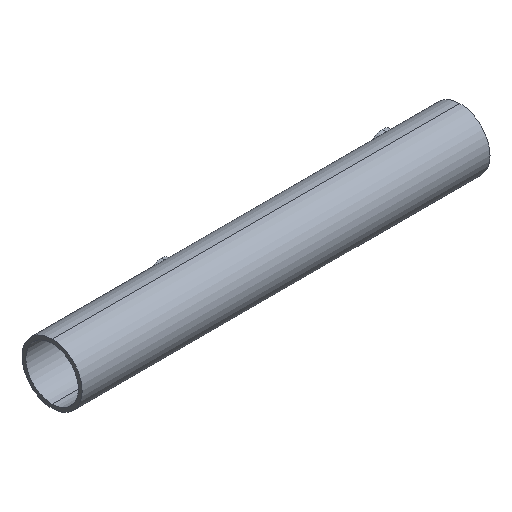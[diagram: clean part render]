
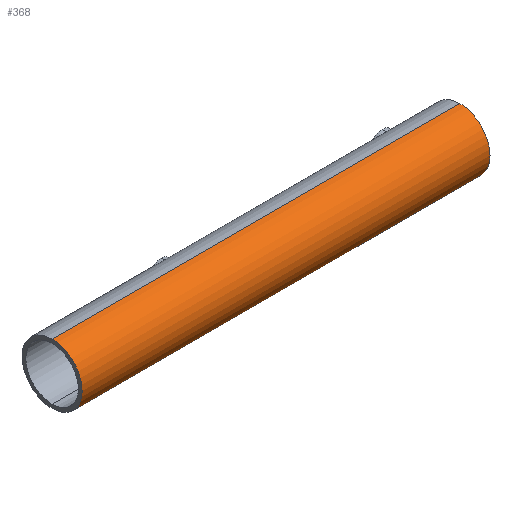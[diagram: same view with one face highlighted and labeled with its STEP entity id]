
A CAD part, isometric view. The second image highlights one B-rep face of the part: STEP entity #368.
In plain terms, the highlighted cylindrical face has radius 21.75 mm (diameter 43.5 mm), a partial arc.
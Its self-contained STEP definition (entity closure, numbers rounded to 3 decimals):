
#13 = CARTESIAN_POINT ( 'NONE',  ( 295., 0., 21.75 ) ) ;
#18 = DIRECTION ( 'NONE',  ( -1., 0., 0. ) ) ;
#48 = EDGE_CURVE ( 'NONE', #242, #89, #213, .T. ) ;
#50 = DIRECTION ( 'NONE',  ( 1., 0., 0. ) ) ;
#62 = EDGE_CURVE ( 'NONE', #89, #743, #555, .T. ) ;
#80 = ORIENTED_EDGE ( 'NONE', *, *, #268, .F. ) ;
#86 = CARTESIAN_POINT ( 'NONE',  ( 295., 0., -21.75 ) ) ;
#89 = VERTEX_POINT ( 'NONE', #461 ) ;
#100 = DIRECTION ( 'NONE',  ( -1., 0., 0. ) ) ;
#158 = DIRECTION ( 'NONE',  ( -1., 0., 0. ) ) ;
#160 = LINE ( 'NONE', #86, #256 ) ;
#174 = AXIS2_PLACEMENT_3D ( 'NONE', #813, #18, #223 ) ;
#213 = LINE ( 'NONE', #13, #680 ) ;
#223 = DIRECTION ( 'NONE',  ( 0., 0., 1. ) ) ;
#242 = VERTEX_POINT ( 'NONE', #706 ) ;
#246 = AXIS2_PLACEMENT_3D ( 'NONE', #258, #50, #492 ) ;
#256 = VECTOR ( 'NONE', #100, 1000. ) ;
#258 = CARTESIAN_POINT ( 'NONE',  ( 295., 0., 0. ) ) ;
#268 = EDGE_CURVE ( 'NONE', #242, #613, #806, .T. ) ;
#288 = ORIENTED_EDGE ( 'NONE', *, *, #62, .T. ) ;
#343 = FACE_OUTER_BOUND ( 'NONE', #703, .T. ) ;
#348 = CYLINDRICAL_SURFACE ( 'NONE', #174, 21.75 ) ;
#368 = ADVANCED_FACE ( 'NONE', ( #343 ), #348, .T. ) ;
#407 = DIRECTION ( 'NONE',  ( 0., 0., -1. ) ) ;
#411 = DIRECTION ( 'NONE',  ( 1., 0., 0. ) ) ;
#461 = CARTESIAN_POINT ( 'NONE',  ( 0., 0., 21.75 ) ) ;
#489 = ORIENTED_EDGE ( 'NONE', *, *, #48, .T. ) ;
#492 = DIRECTION ( 'NONE',  ( 0., 0., -1. ) ) ;
#555 = CIRCLE ( 'NONE', #783, 21.75 ) ;
#600 = CARTESIAN_POINT ( 'NONE',  ( 0., 0., -21.75 ) ) ;
#613 = VERTEX_POINT ( 'NONE', #677 ) ;
#662 = CARTESIAN_POINT ( 'NONE',  ( 0., 0., 0. ) ) ;
#677 = CARTESIAN_POINT ( 'NONE',  ( 295., 0., -21.75 ) ) ;
#680 = VECTOR ( 'NONE', #158, 1000. ) ;
#700 = EDGE_CURVE ( 'NONE', #613, #743, #160, .T. ) ;
#703 = EDGE_LOOP ( 'NONE', ( #754, #80, #489, #288 ) ) ;
#706 = CARTESIAN_POINT ( 'NONE',  ( 295., 0., 21.75 ) ) ;
#743 = VERTEX_POINT ( 'NONE', #600 ) ;
#754 = ORIENTED_EDGE ( 'NONE', *, *, #700, .F. ) ;
#783 = AXIS2_PLACEMENT_3D ( 'NONE', #662, #411, #407 ) ;
#806 = CIRCLE ( 'NONE', #246, 21.75 ) ;
#813 = CARTESIAN_POINT ( 'NONE',  ( 295., 0., 0. ) ) ;
